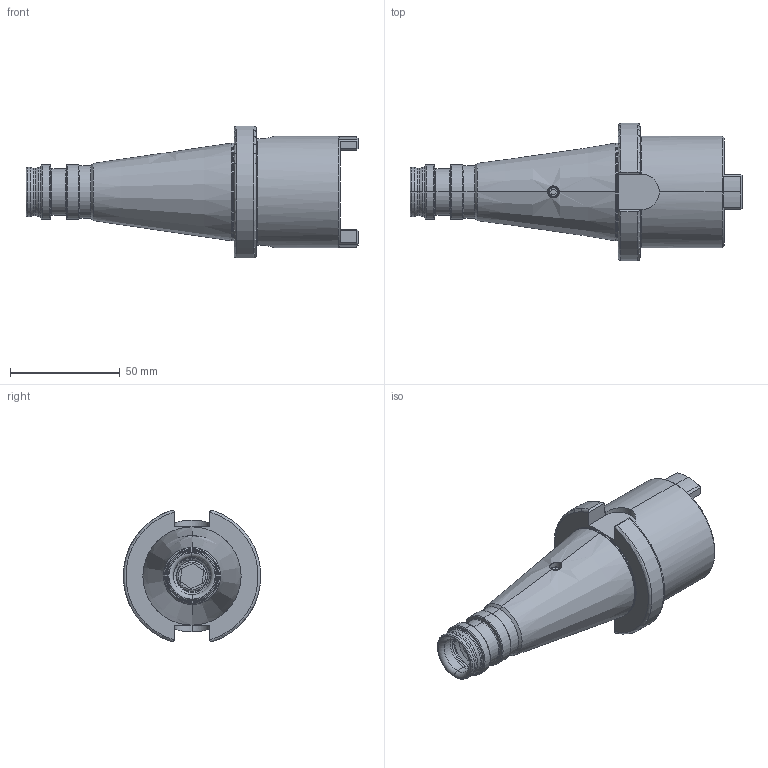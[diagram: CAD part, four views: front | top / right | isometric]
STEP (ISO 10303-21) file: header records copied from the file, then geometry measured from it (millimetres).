
FILE_DESCRIPTION (( 'STEP AP203' ), '1' );
FILE_NAME ('401.09.30.STEP', '2016-11-26T05:16:18', ( '' ), ( '' ), 'SwSTEP 2.0', 'SolidWorks 2012', '' );
FILE_SCHEMA (( 'CONFIG_CONTROL_DESIGN' ));
Length unit declared in the file: millimetre
Products named in the file (5): 401.09.30; 2-41371015AF_M18xP1.5_10L; 2-01150002C1_M5xP0.8-6L; 102.09.30_M12xP1.75-50L
Assembly tree (4 placements, depth 2):
  401.09.30
    401.09.30
    102.09.30_M12xP1.75-50L
    2-41371015AF_M18xP1.5_10L
    2-01150002C1_M5xP0.8-6L
Bounding box: 151.4 x 62.57 x 60.15 mm (x, y, z)
Volume: 146854.2 mm3; surface area: 37980.8 mm2
Topology: 4 solids, 4 shells, 400 faces, 1045 edges, 656 vertices
Faces by surface type: cylinder 186, plane 85, cone 56, torus 38, bspline 35
Entity records: 29442 total; most frequent: CARTESIAN_POINT 20329, ORIENTED_EDGE 2086, DIRECTION 1537, EDGE_CURVE 1043, VERTEX_POINT 656, AXIS2_PLACEMENT_3D 592, EDGE_LOOP 411, FACE_OUTER_BOUND 400
